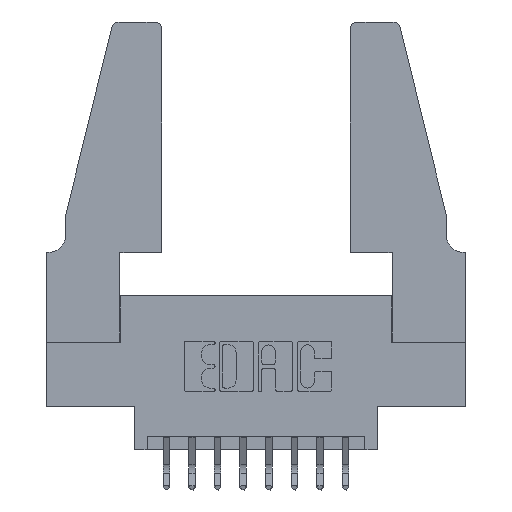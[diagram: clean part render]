
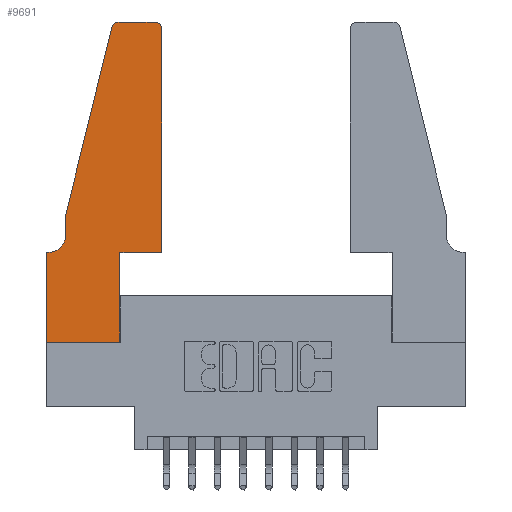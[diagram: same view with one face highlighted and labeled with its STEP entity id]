
A CAD part, top view. The second image highlights one B-rep face of the part: STEP entity #9691.
In plain terms, the highlighted planar face has unit normal (0, 0, 1).
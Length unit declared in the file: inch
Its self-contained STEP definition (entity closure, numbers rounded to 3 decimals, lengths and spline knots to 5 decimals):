
#89 = LINE ( 'NONE', #4345, #10815 ) ;
#229 = VECTOR ( 'NONE', #2271, 39.37008 ) ;
#249 = CARTESIAN_POINT ( 'NONE',  ( 0.25487, 1.22718, 0.37 ) ) ;
#610 = CARTESIAN_POINT ( 'NONE',  ( 0.4505, 1.22, 0.37 ) ) ;
#1071 = EDGE_CURVE ( 'NONE', #10754, #12830, #12307, .T. ) ;
#1092 = VECTOR ( 'NONE', #6475, 39.37008 ) ;
#1155 = ORIENTED_EDGE ( 'NONE', *, *, #12361, .T. ) ;
#1376 = DIRECTION ( 'NONE',  ( 1., 0., 0. ) ) ;
#1457 = CARTESIAN_POINT ( 'NONE',  ( 0.2865, 0.35, 0.37 ) ) ;
#1906 = ORIENTED_EDGE ( 'NONE', *, *, #6357, .T. ) ;
#1915 = VERTEX_POINT ( 'NONE', #7496 ) ;
#2096 = VECTOR ( 'NONE', #1376, 39.37008 ) ;
#2271 = DIRECTION ( 'NONE',  ( 0., 1., 0. ) ) ;
#2491 = CARTESIAN_POINT ( 'NONE',  ( 0.284, 1.22, 0.37 ) ) ;
#2672 = VECTOR ( 'NONE', #3972, 39.37008 ) ;
#2919 = CARTESIAN_POINT ( 'NONE',  ( 0.0755, 0.35, 0.37 ) ) ;
#3052 = CARTESIAN_POINT ( 'NONE',  ( 0., 0.35, 0.37 ) ) ;
#3068 = LINE ( 'NONE', #7567, #2096 ) ;
#3132 = CIRCLE ( 'NONE', #7128, 0.03 ) ;
#3188 = DIRECTION ( 'NONE',  ( -0.239, -0.971, 0. ) ) ;
#3418 = LINE ( 'NONE', #2919, #5872 ) ;
#3443 = EDGE_CURVE ( 'NONE', #12830, #9860, #3418, .T. ) ;
#3523 = DIRECTION ( 'NONE',  ( 1., 0., 0. ) ) ;
#3924 = EDGE_LOOP ( 'NONE', ( #4319, #9086, #10035, #1906, #5658, #13346, #8947, #4351, #8157, #8974, #1155, #10893 ) ) ;
#3972 = DIRECTION ( 'NONE',  ( 1., 0., 0. ) ) ;
#4319 = ORIENTED_EDGE ( 'NONE', *, *, #9798, .T. ) ;
#4345 = CARTESIAN_POINT ( 'NONE',  ( 0.4505, 0.35, 0.37 ) ) ;
#4351 = ORIENTED_EDGE ( 'NONE', *, *, #4952, .T. ) ;
#4852 = VECTOR ( 'NONE', #12515, 39.37008 ) ;
#4858 = DIRECTION ( 'NONE',  ( 0., -1., 0. ) ) ;
#4942 = VERTEX_POINT ( 'NONE', #7614 ) ;
#4952 = EDGE_CURVE ( 'NONE', #4942, #1915, #3068, .T. ) ;
#5120 = PLANE ( 'NONE',  #10068 ) ;
#5381 = CARTESIAN_POINT ( 'NONE',  ( 0.0055, 0.35, 0.37 ) ) ;
#5463 = EDGE_CURVE ( 'NONE', #12406, #9009, #8946, .T. ) ;
#5513 = VERTEX_POINT ( 'NONE', #7412 ) ;
#5658 = ORIENTED_EDGE ( 'NONE', *, *, #1071, .T. ) ;
#5872 = VECTOR ( 'NONE', #8149, 39.37008 ) ;
#6068 = DIRECTION ( 'NONE',  ( 0., 0., 1. ) ) ;
#6203 = DIRECTION ( 'NONE',  ( 1., 0., 0. ) ) ;
#6204 = FACE_OUTER_BOUND ( 'NONE', #3924, .T. ) ;
#6279 = VERTEX_POINT ( 'NONE', #8882 ) ;
#6314 = VERTEX_POINT ( 'NONE', #610 ) ;
#6357 = EDGE_CURVE ( 'NONE', #9009, #10754, #13003, .T. ) ;
#6475 = DIRECTION ( 'NONE',  ( 0., -1., 0. ) ) ;
#6510 = AXIS2_PLACEMENT_3D ( 'NONE', #2491, #9771, #3523 ) ;
#6970 = LINE ( 'NONE', #8535, #1092 ) ;
#7027 = CARTESIAN_POINT ( 'NONE',  ( 0.0755, 0.5, 0.37 ) ) ;
#7128 = AXIS2_PLACEMENT_3D ( 'NONE', #12206, #6068, #13210 ) ;
#7412 = CARTESIAN_POINT ( 'NONE',  ( 0.4205, 1.25, 0.37 ) ) ;
#7496 = CARTESIAN_POINT ( 'NONE',  ( 0.2865, 0., 0.37 ) ) ;
#7532 = DIRECTION ( 'NONE',  ( 0., 1., 0. ) ) ;
#7567 = CARTESIAN_POINT ( 'NONE',  ( 0., 0., 0.37 ) ) ;
#7614 = CARTESIAN_POINT ( 'NONE',  ( 0., 0., 0.37 ) ) ;
#7979 = EDGE_CURVE ( 'NONE', #1915, #9341, #10939, .T. ) ;
#8099 = EDGE_CURVE ( 'NONE', #6279, #12406, #9051, .T. ) ;
#8149 = DIRECTION ( 'NONE',  ( -1., 0., 0. ) ) ;
#8157 = ORIENTED_EDGE ( 'NONE', *, *, #7979, .T. ) ;
#8387 = EDGE_CURVE ( 'NONE', #9341, #9469, #10927, .T. ) ;
#8421 = DIRECTION ( 'NONE',  ( -1., 0., 0. ) ) ;
#8535 = CARTESIAN_POINT ( 'NONE',  ( 0., 0., 0.37 ) ) ;
#8882 = CARTESIAN_POINT ( 'NONE',  ( 0.284, 1.25, 0.37 ) ) ;
#8946 = LINE ( 'NONE', #10447, #10363 ) ;
#8947 = ORIENTED_EDGE ( 'NONE', *, *, #11826, .T. ) ;
#8954 = CARTESIAN_POINT ( 'NONE',  ( 0.4505, 0.35, 0.37 ) ) ;
#8974 = ORIENTED_EDGE ( 'NONE', *, *, #8387, .T. ) ;
#9009 = VERTEX_POINT ( 'NONE', #7027 ) ;
#9043 = EDGE_CURVE ( 'NONE', #6314, #5513, #3132, .T. ) ;
#9051 = CIRCLE ( 'NONE', #6510, 0.03 ) ;
#9086 = ORIENTED_EDGE ( 'NONE', *, *, #8099, .T. ) ;
#9088 = DIRECTION ( 'NONE',  ( 0., 0., -1. ) ) ;
#9180 = CARTESIAN_POINT ( 'NONE',  ( 0.4505, 0.35, 0.37 ) ) ;
#9341 = VERTEX_POINT ( 'NONE', #1457 ) ;
#9469 = VERTEX_POINT ( 'NONE', #8954 ) ;
#9548 = CARTESIAN_POINT ( 'NONE',  ( 0.2865, 0.35, 0.37 ) ) ;
#9691 = ADVANCED_FACE ( 'NONE', ( #6204 ), #5120, .T. ) ;
#9771 = DIRECTION ( 'NONE',  ( 0., 0., 1. ) ) ;
#9798 = EDGE_CURVE ( 'NONE', #5513, #6279, #10403, .T. ) ;
#9860 = VERTEX_POINT ( 'NONE', #12555 ) ;
#10035 = ORIENTED_EDGE ( 'NONE', *, *, #5463, .T. ) ;
#10068 = AXIS2_PLACEMENT_3D ( 'NONE', #3052, #12344, #6203 ) ;
#10339 = VECTOR ( 'NONE', #4858, 39.37008 ) ;
#10363 = VECTOR ( 'NONE', #3188, 39.37008 ) ;
#10403 = LINE ( 'NONE', #11501, #4852 ) ;
#10447 = CARTESIAN_POINT ( 'NONE',  ( 0.0755, 0.5, 0.37 ) ) ;
#10754 = VERTEX_POINT ( 'NONE', #11960 ) ;
#10815 = VECTOR ( 'NONE', #7532, 39.37008 ) ;
#10893 = ORIENTED_EDGE ( 'NONE', *, *, #9043, .T. ) ;
#10927 = LINE ( 'NONE', #9180, #2672 ) ;
#10939 = LINE ( 'NONE', #9548, #229 ) ;
#11079 = CARTESIAN_POINT ( 'NONE',  ( 0.0755, 0.5, 0.37 ) ) ;
#11501 = CARTESIAN_POINT ( 'NONE',  ( 0.2605, 1.25, 0.37 ) ) ;
#11564 = AXIS2_PLACEMENT_3D ( 'NONE', #11837, #9088, #8421 ) ;
#11826 = EDGE_CURVE ( 'NONE', #9860, #4942, #6970, .T. ) ;
#11837 = CARTESIAN_POINT ( 'NONE',  ( 0.0055, 0.42, 0.37 ) ) ;
#11960 = CARTESIAN_POINT ( 'NONE',  ( 0.0755, 0.42, 0.37 ) ) ;
#12206 = CARTESIAN_POINT ( 'NONE',  ( 0.4205, 1.22, 0.37 ) ) ;
#12307 = CIRCLE ( 'NONE', #11564, 0.07 ) ;
#12344 = DIRECTION ( 'NONE',  ( 0., 0., 1. ) ) ;
#12361 = EDGE_CURVE ( 'NONE', #9469, #6314, #89, .T. ) ;
#12406 = VERTEX_POINT ( 'NONE', #249 ) ;
#12515 = DIRECTION ( 'NONE',  ( -1., 0., 0. ) ) ;
#12555 = CARTESIAN_POINT ( 'NONE',  ( 0., 0.35, 0.37 ) ) ;
#12830 = VERTEX_POINT ( 'NONE', #5381 ) ;
#13003 = LINE ( 'NONE', #11079, #10339 ) ;
#13210 = DIRECTION ( 'NONE',  ( 1., 0., 0. ) ) ;
#13346 = ORIENTED_EDGE ( 'NONE', *, *, #3443, .T. ) ;
